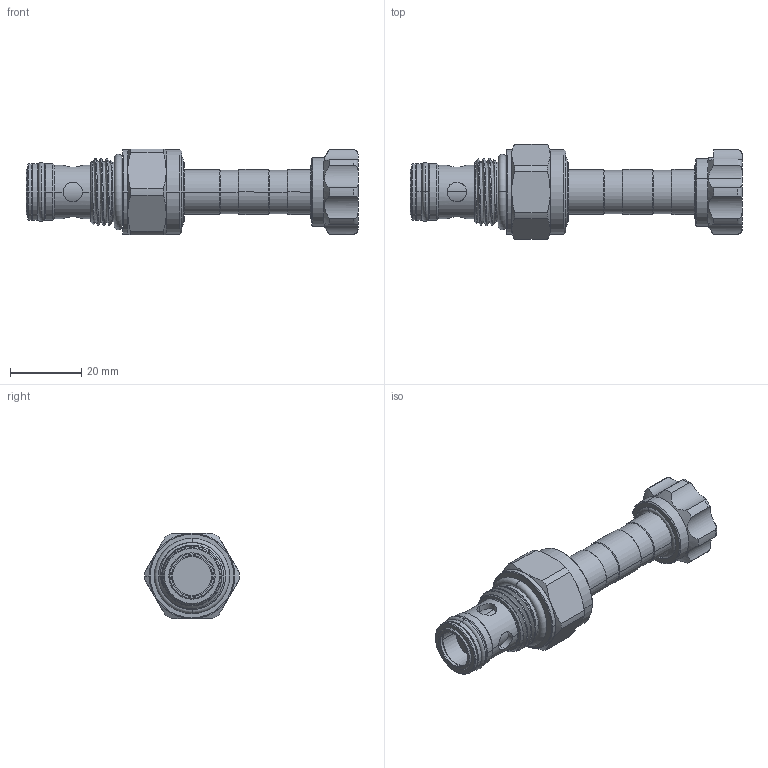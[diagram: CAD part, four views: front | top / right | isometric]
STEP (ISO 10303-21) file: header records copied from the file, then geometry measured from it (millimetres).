
FILE_DESCRIPTION (( 'STEP AP203' ), '1' );
FILE_NAME ('EP19E2A01N05.STEP', '2016-08-25T00:52:21', ( '' ), ( '' ), 'SwSTEP 2.0', 'SolidWorks 2012', '' );
FILE_SCHEMA (( 'CONFIG_CONTROL_DESIGN' ));
Length unit declared in the file: millimetre
Products named in the file (1): EP19E2A01N05
Bounding box: 93.3 x 26.7 x 24 mm (x, y, z)
Volume: 21830.4 mm3; surface area: 8840.6 mm2
Topology: 5 solids, 5 shells, 214 faces, 498 edges, 306 vertices
Faces by surface type: cylinder 100, cone 51, torus 32, plane 28, bspline 3
Entity records: 8659 total; most frequent: CARTESIAN_POINT 3724, DIRECTION 1062, ORIENTED_EDGE 996, EDGE_CURVE 498, AXIS2_PLACEMENT_3D 460, VERTEX_POINT 306, CIRCLE 248, EDGE_LOOP 236
